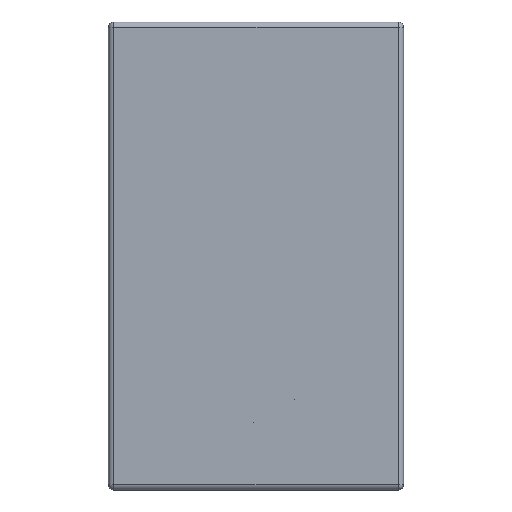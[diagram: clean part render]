
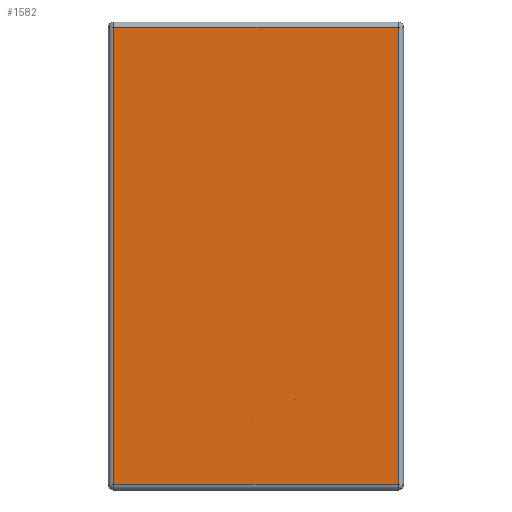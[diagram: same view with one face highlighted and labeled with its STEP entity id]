
A CAD part, front view. The second image highlights one B-rep face of the part: STEP entity #1582.
In plain terms, the highlighted planar face has unit normal (0, -1, 0).
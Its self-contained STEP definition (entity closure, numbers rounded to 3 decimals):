
#83=FACE_BOUND('',#619,.T.);
#84=FACE_BOUND('',#620,.T.);
#124=PLANE('',#1754);
#173=LINE('',#2596,#310);
#258=LINE('',#2843,#395);
#260=LINE('',#2846,#397);
#264=LINE('',#2852,#401);
#266=LINE('',#2855,#403);
#268=LINE('',#2865,#405);
#310=VECTOR('',#1905,10.);
#395=VECTOR('',#2170,10.);
#397=VECTOR('',#2174,10.);
#401=VECTOR('',#2182,10.);
#403=VECTOR('',#2186,10.);
#405=VECTOR('',#2200,10.);
#525=FACE_OUTER_BOUND('',#618,.T.);
#618=EDGE_LOOP('',(#1470,#1471,#1472,#1473));
#619=EDGE_LOOP('',(#1474,#1475));
#620=EDGE_LOOP('',(#1476,#1477));
#698=CIRCLE('',#1755,0.533);
#699=CIRCLE('',#1756,0.533);
#766=VERTEX_POINT('',#2593);
#767=VERTEX_POINT('',#2595);
#821=VERTEX_POINT('',#2775);
#824=VERTEX_POINT('',#2782);
#827=VERTEX_POINT('',#2789);
#832=VERTEX_POINT('',#2802);
#840=VERTEX_POINT('',#2862);
#841=VERTEX_POINT('',#2863);
#921=EDGE_CURVE('',#767,#766,#173,.T.);
#1044=EDGE_CURVE('',#824,#832,#258,.T.);
#1046=EDGE_CURVE('',#832,#827,#260,.T.);
#1050=EDGE_CURVE('',#827,#821,#264,.T.);
#1052=EDGE_CURVE('',#821,#824,#266,.T.);
#1054=EDGE_CURVE('',#840,#841,#698,.T.);
#1055=EDGE_CURVE('',#841,#840,#268,.T.);
#1056=EDGE_CURVE('',#766,#767,#699,.T.);
#1470=ORIENTED_EDGE('',*,*,#1044,.F.);
#1471=ORIENTED_EDGE('',*,*,#1052,.F.);
#1472=ORIENTED_EDGE('',*,*,#1050,.F.);
#1473=ORIENTED_EDGE('',*,*,#1046,.F.);
#1474=ORIENTED_EDGE('',*,*,#1054,.T.);
#1475=ORIENTED_EDGE('',*,*,#1055,.T.);
#1476=ORIENTED_EDGE('',*,*,#921,.T.);
#1477=ORIENTED_EDGE('',*,*,#1056,.T.);
#1582=ADVANCED_FACE('',(#525,#83,#84),#124,.F.);
#1754=AXIS2_PLACEMENT_3D('',#2861,#2196,#2197);
#1755=AXIS2_PLACEMENT_3D('',#2864,#2198,#2199);
#1756=AXIS2_PLACEMENT_3D('',#2866,#2201,#2202);
#1905=DIRECTION('',(0.87,0.,-0.492));
#2170=DIRECTION('',(0.,0.,1.));
#2174=DIRECTION('',(1.,0.,0.));
#2182=DIRECTION('',(0.,0.,-1.));
#2186=DIRECTION('',(-1.,0.,0.));
#2196=DIRECTION('center_axis',(0.,1.,0.));
#2197=DIRECTION('ref_axis',(0.,0.,1.));
#2198=DIRECTION('center_axis',(0.,1.,0.));
#2199=DIRECTION('ref_axis',(0.481,0.,-0.877));
#2200=DIRECTION('',(0.015,0.,1.));
#2201=DIRECTION('center_axis',(0.,1.,0.));
#2202=DIRECTION('ref_axis',(0.471,0.,0.882));
#2593=CARTESIAN_POINT('',(-0.371,-2.75,-30.456));
#2595=CARTESIAN_POINT('',(-0.393,-2.75,-30.443));
#2596=CARTESIAN_POINT('',(3.459,-2.75,-32.621));
#2775=CARTESIAN_POINT('',(25.99,-2.75,-41.8));
#2782=CARTESIAN_POINT('',(-25.99,-2.75,-41.8));
#2789=CARTESIAN_POINT('',(25.99,-2.75,41.8));
#2802=CARTESIAN_POINT('',(-25.99,-2.75,41.8));
#2843=CARTESIAN_POINT('',(-25.99,-2.75,21.4));
#2846=CARTESIAN_POINT('',(13.495,-2.75,41.8));
#2852=CARTESIAN_POINT('',(25.99,-2.75,-21.4));
#2855=CARTESIAN_POINT('',(-13.495,-2.75,-41.8));
#2861=CARTESIAN_POINT('Origin',(0.,-2.75,0.));
#2862=CARTESIAN_POINT('',(7.08,-2.75,-26.161));
#2863=CARTESIAN_POINT('',(7.08,-2.75,-26.186));
#2864=CARTESIAN_POINT('Origin',(6.547,-2.75,-26.165));
#2865=CARTESIAN_POINT('',(7.08,-2.75,-26.161));
#2866=CARTESIAN_POINT('Origin',(-0.119,-2.75,-29.985));
